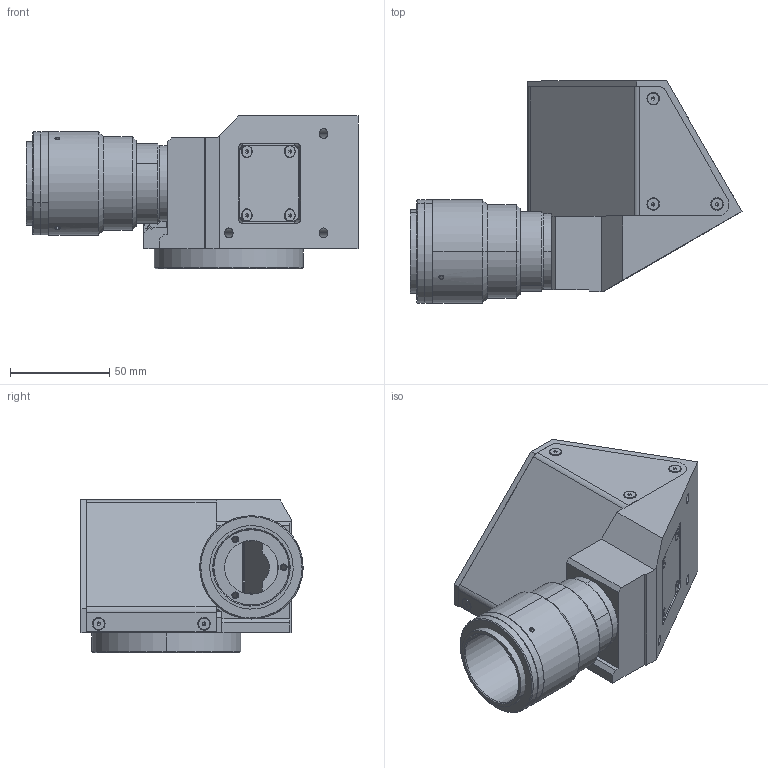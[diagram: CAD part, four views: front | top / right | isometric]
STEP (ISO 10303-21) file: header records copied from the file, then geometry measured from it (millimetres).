
FILE_DESCRIPTION (( 'STEP AP203' ), '1' );
FILE_NAME ('DP23981_TCCR2M048-E.step', '2021-10-14T09:42:52', ( '' ), ( '' ), 'SwSTEP 2.0', 'SolidWorks 2021', '' );
FILE_SCHEMA (( 'CONFIG_CONTROL_DESIGN' ));
Length unit declared in the file: millimetre
Products named in the file (1): DP23981_TCCR2M048-E
Bounding box: 167.06 x 111.82 x 77.19 mm (x, y, z)
Surface area: 71122.6 mm2 (no closed solid volume)
Topology: 0 solids, 44 shells, 301 faces, 1016 edges, 728 vertices
Faces by surface type: plane 135, cylinder 98, cone 66, sphere 2
Entity records: 11159 total; most frequent: CARTESIAN_POINT 2287, DIRECTION 1928, ORIENTED_EDGE 1500, EDGE_CURVE 990, VERTEX_POINT 728, AXIS2_PLACEMENT_3D 657, LINE 614, VECTOR 614
